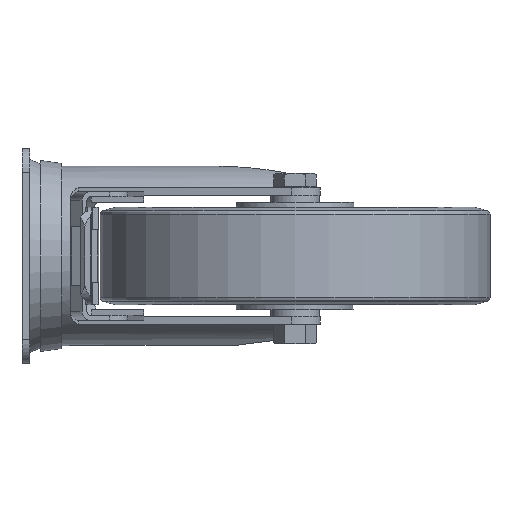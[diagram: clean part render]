
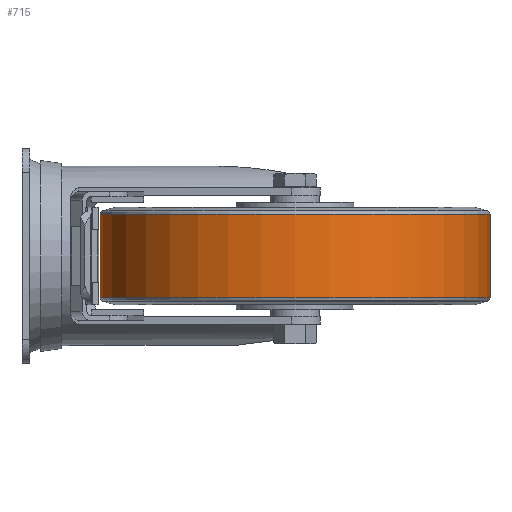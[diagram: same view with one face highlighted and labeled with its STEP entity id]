
A CAD part, left-side view. The second image highlights one B-rep face of the part: STEP entity #715.
In plain terms, the highlighted cylindrical face has radius 100 mm (diameter 200 mm), a full revolution.
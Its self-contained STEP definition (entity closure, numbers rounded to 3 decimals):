
#715 = ADVANCED_FACE( '', ( #1649, #1650 ), #1651, .T. );
#1649 = FACE_OUTER_BOUND( '', #2938, .T. );
#1650 = FACE_OUTER_BOUND( '', #2939, .T. );
#1651 = CYLINDRICAL_SURFACE( '', #2940, 100. );
#2938 = EDGE_LOOP( '', ( #4623 ) );
#2939 = EDGE_LOOP( '', ( #4624 ) );
#2940 = AXIS2_PLACEMENT_3D( '', #4625, #4626, #4627 );
#4623 = ORIENTED_EDGE( '', *, *, #7835, .T. );
#4624 = ORIENTED_EDGE( '', *, *, #7836, .F. );
#4625 = CARTESIAN_POINT( '', ( 52.5, 0., 0. ) );
#4626 = DIRECTION( '', ( -1., 0., 0. ) );
#4627 = DIRECTION( '', ( 0., 0., -1. ) );
#7835 = EDGE_CURVE( '', #9418, #9418, #9419, .T. );
#7836 = EDGE_CURVE( '', #9420, #9420, #9421, .T. );
#9418 = VERTEX_POINT( '', #11885 );
#9419 = CIRCLE( '', #11886, 100. );
#9420 = VERTEX_POINT( '', #11887 );
#9421 = CIRCLE( '', #11888, 100. );
#11885 = CARTESIAN_POINT( '', ( 6.178, 0., -100. ) );
#11886 = AXIS2_PLACEMENT_3D( '', #14668, #14669, #14670 );
#11887 = CARTESIAN_POINT( '', ( 48.822, 0., -100. ) );
#11888 = AXIS2_PLACEMENT_3D( '', #14671, #14672, #14673 );
#14668 = CARTESIAN_POINT( '', ( 6.178, 0., 0. ) );
#14669 = DIRECTION( '', ( 1., 0., 0. ) );
#14670 = DIRECTION( '', ( 0., 0., -1. ) );
#14671 = CARTESIAN_POINT( '', ( 48.822, 0., 0. ) );
#14672 = DIRECTION( '', ( 1., 0., 0. ) );
#14673 = DIRECTION( '', ( 0., 0., -1. ) );
